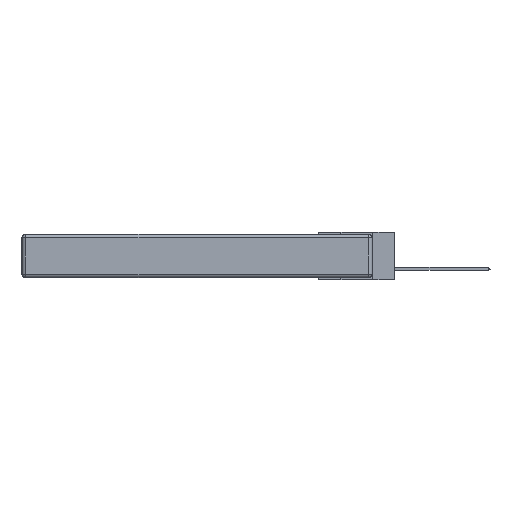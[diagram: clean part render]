
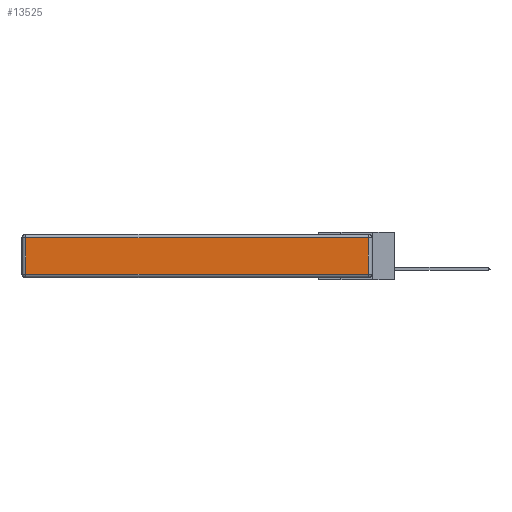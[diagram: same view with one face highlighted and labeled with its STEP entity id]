
A CAD part, left-side view. The second image highlights one B-rep face of the part: STEP entity #13525.
In plain terms, the highlighted planar face has unit normal (-1, 0, 0).
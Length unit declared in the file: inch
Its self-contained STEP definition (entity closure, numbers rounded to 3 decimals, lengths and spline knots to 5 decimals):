
#1702 = ORIENTED_EDGE ( 'NONE', *, *, #8469, .T. ) ;
#2106 = CARTESIAN_POINT ( 'NONE',  ( 0., 0.03, -0.313 ) ) ;
#2546 = DIRECTION ( 'NONE',  ( 0., -1., 0. ) ) ;
#3730 = LINE ( 'NONE', #21226, #14661 ) ;
#4168 = VECTOR ( 'NONE', #2546, 39.37008 ) ;
#4625 = EDGE_CURVE ( 'NONE', #16790, #26296, #3730, .T. ) ;
#6409 = CARTESIAN_POINT ( 'NONE',  ( 0., 2.72, -0.343 ) ) ;
#6501 = DIRECTION ( 'NONE',  ( 0., 0., -1. ) ) ;
#8469 = EDGE_CURVE ( 'NONE', #25774, #16790, #26769, .T. ) ;
#8630 = CARTESIAN_POINT ( 'NONE',  ( 0., 0., -0.313 ) ) ;
#8784 = DIRECTION ( 'NONE',  ( -1., 0., 0. ) ) ;
#10662 = VECTOR ( 'NONE', #18936, 39.37008 ) ;
#11740 = ORIENTED_EDGE ( 'NONE', *, *, #26768, .T. ) ;
#12472 = FACE_OUTER_BOUND ( 'NONE', #18282, .T. ) ;
#12620 = DIRECTION ( 'NONE',  ( 0., 0., 1. ) ) ;
#12864 = VERTEX_POINT ( 'NONE', #18829 ) ;
#13026 = CARTESIAN_POINT ( 'NONE',  ( 0., 2.75, -0.03 ) ) ;
#13525 = ADVANCED_FACE ( 'NONE', ( #12472 ), #17140, .T. ) ;
#14661 = VECTOR ( 'NONE', #12620, 39.37008 ) ;
#14724 = ORIENTED_EDGE ( 'NONE', *, *, #4625, .T. ) ;
#15419 = CARTESIAN_POINT ( 'NONE',  ( 0., 2.72, -0.313 ) ) ;
#16282 = VECTOR ( 'NONE', #6501, 39.37008 ) ;
#16790 = VERTEX_POINT ( 'NONE', #2106 ) ;
#17140 = PLANE ( 'NONE',  #17912 ) ;
#17316 = ORIENTED_EDGE ( 'NONE', *, *, #22957, .T. ) ;
#17774 = LINE ( 'NONE', #13026, #10662 ) ;
#17912 = AXIS2_PLACEMENT_3D ( 'NONE', #25539, #8784, #25367 ) ;
#18282 = EDGE_LOOP ( 'NONE', ( #1702, #14724, #17316, #11740 ) ) ;
#18829 = CARTESIAN_POINT ( 'NONE',  ( 0., 2.72, -0.03 ) ) ;
#18936 = DIRECTION ( 'NONE',  ( 0., 1., 0. ) ) ;
#21226 = CARTESIAN_POINT ( 'NONE',  ( 0., 0.03, -0.343 ) ) ;
#22825 = CARTESIAN_POINT ( 'NONE',  ( 0., 0.03, -0.03 ) ) ;
#22957 = EDGE_CURVE ( 'NONE', #26296, #12864, #17774, .T. ) ;
#25035 = LINE ( 'NONE', #6409, #16282 ) ;
#25367 = DIRECTION ( 'NONE',  ( 0., 0., 1. ) ) ;
#25539 = CARTESIAN_POINT ( 'NONE',  ( 0., 0., -0.343 ) ) ;
#25774 = VERTEX_POINT ( 'NONE', #15419 ) ;
#26296 = VERTEX_POINT ( 'NONE', #22825 ) ;
#26768 = EDGE_CURVE ( 'NONE', #12864, #25774, #25035, .T. ) ;
#26769 = LINE ( 'NONE', #8630, #4168 ) ;
